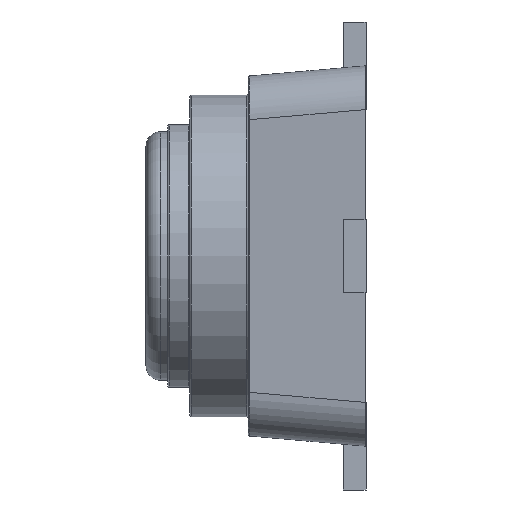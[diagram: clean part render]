
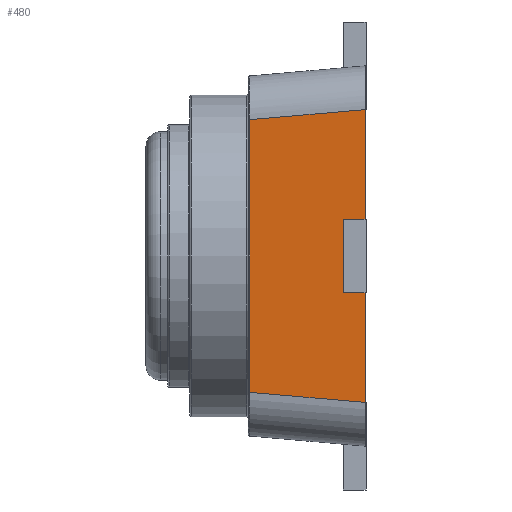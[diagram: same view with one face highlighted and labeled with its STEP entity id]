
A CAD part, left-side view. The second image highlights one B-rep face of the part: STEP entity #480.
In plain terms, the highlighted planar face has unit normal (-0.996, 0.087, 0).
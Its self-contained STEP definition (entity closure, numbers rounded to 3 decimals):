
#34 = VECTOR ( 'NONE', #1997, 1000. ) ;
#160 = DIRECTION ( 'NONE',  ( 0., 0., 1. ) ) ;
#193 = CARTESIAN_POINT ( 'NONE',  ( -1.3, 0., 0.25 ) ) ;
#226 = EDGE_CURVE ( 'NONE', #2203, #3095, #1079, .T. ) ;
#240 = VERTEX_POINT ( 'NONE', #1510 ) ;
#293 = VECTOR ( 'NONE', #160, 1000. ) ;
#342 = VECTOR ( 'NONE', #2344, 1000. ) ;
#368 = LINE ( 'NONE', #2865, #34 ) ;
#372 = LINE ( 'NONE', #2235, #1358 ) ;
#383 = DIRECTION ( 'NONE',  ( 0., 0., 1. ) ) ;
#478 = CARTESIAN_POINT ( 'NONE',  ( -1.3, 0., -0.25 ) ) ;
#480 = ADVANCED_FACE ( 'NONE', ( #2710 ), #2046, .T. ) ;
#578 = CARTESIAN_POINT ( 'NONE',  ( -1.3, 0., -0.25 ) ) ;
#605 = VECTOR ( 'NONE', #760, 1000. ) ;
#633 = ORIENTED_EDGE ( 'NONE', *, *, #2094, .T. ) ;
#638 = VERTEX_POINT ( 'NONE', #2595 ) ;
#760 = DIRECTION ( 'NONE',  ( 0., 0., 1. ) ) ;
#943 = ORIENTED_EDGE ( 'NONE', *, *, #226, .T. ) ;
#1068 = VECTOR ( 'NONE', #2310, 1000. ) ;
#1079 = LINE ( 'NONE', #193, #342 ) ;
#1139 = LINE ( 'NONE', #2226, #2403 ) ;
#1162 = EDGE_CURVE ( 'NONE', #3465, #2717, #1596, .T. ) ;
#1253 = ORIENTED_EDGE ( 'NONE', *, *, #3011, .T. ) ;
#1287 = CARTESIAN_POINT ( 'NONE',  ( -1.231, 0.791, -0.932 ) ) ;
#1335 = CARTESIAN_POINT ( 'NONE',  ( -1.3, 0., 1.3 ) ) ;
#1358 = VECTOR ( 'NONE', #1966, 1000. ) ;
#1393 = VECTOR ( 'NONE', #2677, 1000. ) ;
#1437 = VERTEX_POINT ( 'NONE', #2475 ) ;
#1501 = CARTESIAN_POINT ( 'NONE',  ( -1.287, 0.15, 1.3 ) ) ;
#1510 = CARTESIAN_POINT ( 'NONE',  ( -1.231, 0.791, 0.932 ) ) ;
#1546 = EDGE_CURVE ( 'NONE', #638, #3465, #1139, .T. ) ;
#1596 = LINE ( 'NONE', #478, #1068 ) ;
#1603 = CARTESIAN_POINT ( 'NONE',  ( -1.287, 0.15, -0.25 ) ) ;
#1803 = AXIS2_PLACEMENT_3D ( 'NONE', #2574, #3425, #2878 ) ;
#1966 = DIRECTION ( 'NONE',  ( -0.087, -0.992, -0.087 ) ) ;
#1997 = DIRECTION ( 'NONE',  ( 0.087, 0.992, -0.087 ) ) ;
#2046 = PLANE ( 'NONE',  #1803 ) ;
#2094 = EDGE_CURVE ( 'NONE', #2717, #2203, #2439, .T. ) ;
#2099 = CARTESIAN_POINT ( 'NONE',  ( -1.3, 0., 0.25 ) ) ;
#2185 = LINE ( 'NONE', #1335, #605 ) ;
#2203 = VERTEX_POINT ( 'NONE', #2795 ) ;
#2226 = CARTESIAN_POINT ( 'NONE',  ( -1.3, 0., 1.3 ) ) ;
#2235 = CARTESIAN_POINT ( 'NONE',  ( -1.283, 0.198, -0.984 ) ) ;
#2240 = ORIENTED_EDGE ( 'NONE', *, *, #2437, .T. ) ;
#2302 = ORIENTED_EDGE ( 'NONE', *, *, #2767, .T. ) ;
#2310 = DIRECTION ( 'NONE',  ( 0.087, 0.996, 0. ) ) ;
#2344 = DIRECTION ( 'NONE',  ( -0.087, -0.996, 0. ) ) ;
#2401 = CARTESIAN_POINT ( 'NONE',  ( -1.231, 0.791, -0.931 ) ) ;
#2403 = VECTOR ( 'NONE', #383, 1000. ) ;
#2413 = EDGE_LOOP ( 'NONE', ( #1253, #2302, #2543, #2949, #3394, #633, #943, #2240 ) ) ;
#2437 = EDGE_CURVE ( 'NONE', #3095, #1437, #2185, .T. ) ;
#2439 = LINE ( 'NONE', #1501, #293 ) ;
#2475 = CARTESIAN_POINT ( 'NONE',  ( -1.3, 0., 1.001 ) ) ;
#2484 = LINE ( 'NONE', #2401, #1393 ) ;
#2543 = ORIENTED_EDGE ( 'NONE', *, *, #2608, .T. ) ;
#2574 = CARTESIAN_POINT ( 'NONE',  ( -1.3, 0., 1.3 ) ) ;
#2595 = CARTESIAN_POINT ( 'NONE',  ( -1.3, 0., -1.001 ) ) ;
#2608 = EDGE_CURVE ( 'NONE', #3148, #638, #372, .T. ) ;
#2677 = DIRECTION ( 'NONE',  ( 0., 0., -1. ) ) ;
#2710 = FACE_OUTER_BOUND ( 'NONE', #2413, .T. ) ;
#2717 = VERTEX_POINT ( 'NONE', #1603 ) ;
#2767 = EDGE_CURVE ( 'NONE', #240, #3148, #2484, .T. ) ;
#2795 = CARTESIAN_POINT ( 'NONE',  ( -1.287, 0.15, 0.25 ) ) ;
#2865 = CARTESIAN_POINT ( 'NONE',  ( -1.302, -0.026, 1.003 ) ) ;
#2878 = DIRECTION ( 'NONE',  ( -0.087, -0.996, 0. ) ) ;
#2949 = ORIENTED_EDGE ( 'NONE', *, *, #1546, .T. ) ;
#3011 = EDGE_CURVE ( 'NONE', #1437, #240, #368, .T. ) ;
#3095 = VERTEX_POINT ( 'NONE', #2099 ) ;
#3148 = VERTEX_POINT ( 'NONE', #1287 ) ;
#3394 = ORIENTED_EDGE ( 'NONE', *, *, #1162, .T. ) ;
#3425 = DIRECTION ( 'NONE',  ( -0.996, 0.087, 0. ) ) ;
#3465 = VERTEX_POINT ( 'NONE', #578 ) ;
